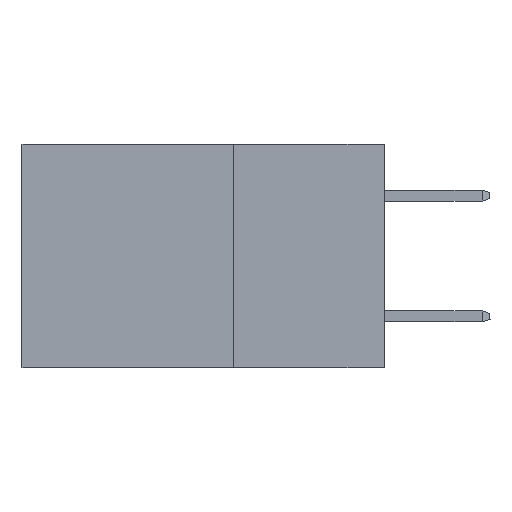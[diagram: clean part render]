
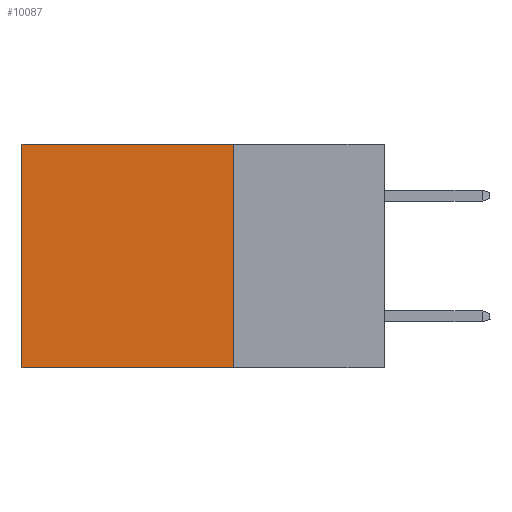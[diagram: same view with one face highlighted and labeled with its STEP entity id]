
A CAD part, left-side view. The second image highlights one B-rep face of the part: STEP entity #10087.
In plain terms, the highlighted planar face has unit normal (-1, 0, 0).
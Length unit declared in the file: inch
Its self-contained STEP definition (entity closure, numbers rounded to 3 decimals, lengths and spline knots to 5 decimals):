
#1326 = EDGE_CURVE ( 'NONE', #8769, #10836, #10863, .T. ) ;
#1369 = VERTEX_POINT ( 'NONE', #3621 ) ;
#1459 = CARTESIAN_POINT ( 'NONE',  ( 0.2615, 0.25, -0.37 ) ) ;
#1752 = CARTESIAN_POINT ( 'NONE',  ( 0.2615, 0.25, -0.37 ) ) ;
#1897 = CARTESIAN_POINT ( 'NONE',  ( 0.2615, 0.25, 0. ) ) ;
#1967 = DIRECTION ( 'NONE',  ( 0., 0., -1. ) ) ;
#2943 = ORIENTED_EDGE ( 'NONE', *, *, #10796, .F. ) ;
#3113 = LINE ( 'NONE', #4732, #7475 ) ;
#3328 = CARTESIAN_POINT ( 'NONE',  ( 0.2615, 0.25, -0.37 ) ) ;
#3477 = ORIENTED_EDGE ( 'NONE', *, *, #8950, .T. ) ;
#3560 = LINE ( 'NONE', #9460, #10431 ) ;
#3621 = CARTESIAN_POINT ( 'NONE',  ( 0.2615, 0.25, 0. ) ) ;
#4399 = DIRECTION ( 'NONE',  ( 0., 1., 0. ) ) ;
#4732 = CARTESIAN_POINT ( 'NONE',  ( 0.2615, 0.25, -0.37 ) ) ;
#5626 = CARTESIAN_POINT ( 'NONE',  ( 0.2615, 0.6, -0.37 ) ) ;
#5841 = DIRECTION ( 'NONE',  ( 0., 0., -1. ) ) ;
#6301 = LINE ( 'NONE', #1897, #7923 ) ;
#6844 = FACE_OUTER_BOUND ( 'NONE', #9556, .T. ) ;
#6880 = AXIS2_PLACEMENT_3D ( 'NONE', #1459, #8460, #5841 ) ;
#7475 = VECTOR ( 'NONE', #1967, 39.37008 ) ;
#7679 = VECTOR ( 'NONE', #4399, 39.37008 ) ;
#7784 = CARTESIAN_POINT ( 'NONE',  ( 0.2615, 0.6, 0. ) ) ;
#7923 = VECTOR ( 'NONE', #10566, 39.37008 ) ;
#8460 = DIRECTION ( 'NONE',  ( 1., 0., 0. ) ) ;
#8769 = VERTEX_POINT ( 'NONE', #3328 ) ;
#8950 = EDGE_CURVE ( 'NONE', #9018, #10836, #3560, .T. ) ;
#9018 = VERTEX_POINT ( 'NONE', #7784 ) ;
#9330 = ORIENTED_EDGE ( 'NONE', *, *, #9717, .T. ) ;
#9460 = CARTESIAN_POINT ( 'NONE',  ( 0.2615, 0.6, -0.37 ) ) ;
#9556 = EDGE_LOOP ( 'NONE', ( #3477, #11141, #2943, #9330 ) ) ;
#9717 = EDGE_CURVE ( 'NONE', #1369, #9018, #6301, .T. ) ;
#10087 = ADVANCED_FACE ( 'NONE', ( #6844 ), #11035, .F. ) ;
#10431 = VECTOR ( 'NONE', #11047, 39.37008 ) ;
#10566 = DIRECTION ( 'NONE',  ( 0., 1., 0. ) ) ;
#10796 = EDGE_CURVE ( 'NONE', #1369, #8769, #3113, .T. ) ;
#10836 = VERTEX_POINT ( 'NONE', #5626 ) ;
#10863 = LINE ( 'NONE', #1752, #7679 ) ;
#11035 = PLANE ( 'NONE',  #6880 ) ;
#11047 = DIRECTION ( 'NONE',  ( 0., 0., -1. ) ) ;
#11141 = ORIENTED_EDGE ( 'NONE', *, *, #1326, .F. ) ;
